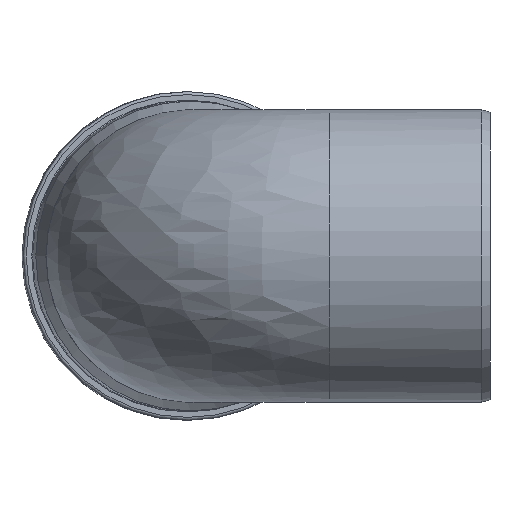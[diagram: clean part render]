
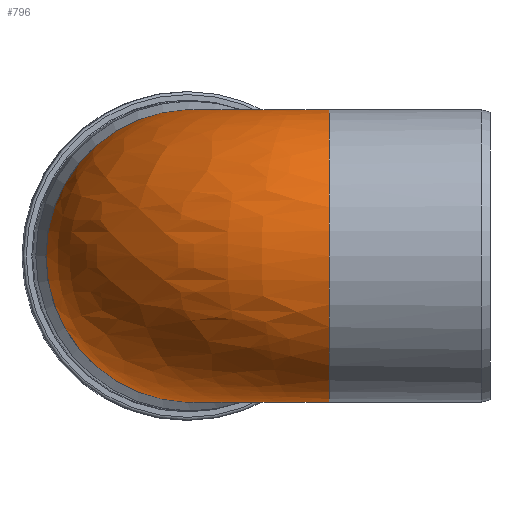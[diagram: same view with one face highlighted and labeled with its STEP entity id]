
A CAD part, left-side view. The second image highlights one B-rep face of the part: STEP entity #796.
In plain terms, the highlighted free-form (B-spline) face has degree [2, 2] with [9, 3] control points.
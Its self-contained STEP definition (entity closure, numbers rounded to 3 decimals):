
#38=(
BOUNDED_SURFACE()
B_SPLINE_SURFACE(2,2,((#1533,#1534,#1535),(#1536,#1537,#1538),(#1539,#1540,
#1541),(#1542,#1543,#1544),(#1545,#1546,#1547),(#1548,#1549,#1550),(#1551,
#1552,#1553),(#1554,#1555,#1556),(#1557,#1558,#1559)),.UNSPECIFIED.,.F.,
 .F.,.F.)
B_SPLINE_SURFACE_WITH_KNOTS((3,2,2,2,3),(3,3),(-2.717,-1.358,
0.,1.358,2.717),(0.,
1.527),.UNSPECIFIED.)
GEOMETRIC_REPRESENTATION_ITEM()
RATIONAL_B_SPLINE_SURFACE(((1.,0.722,1.),(0.778,
0.562,0.778),(1.,0.722,1.),(0.778,
0.562,0.778),(1.,0.722,1.),(0.778,
0.562,0.778),(1.,0.722,1.),(0.778,
0.562,0.778),(1.,0.722,1.)))
REPRESENTATION_ITEM('')
SURFACE()
);
#54=B_SPLINE_CURVE_WITH_KNOTS('',3,(#1375,#1376,#1377,#1378,#1379,#1380,
#1381,#1382,#1383,#1384,#1385,#1386,#1387,#1388),.UNSPECIFIED.,.F.,.F.,
(4,2,2,2,2,2,4),(-0.001,0.,0.182,0.362,
0.588,0.823,0.824),.UNSPECIFIED.);
#55=B_SPLINE_CURVE_WITH_KNOTS('',3,(#1392,#1393,#1394,#1395,#1396,#1397,
#1398,#1399,#1400,#1401,#1402,#1403,#1404,#1405),.UNSPECIFIED.,.F.,.F.,
(4,2,2,2,2,2,4),(-0.001,0.,0.182,0.362,
0.588,0.823,0.824),.UNSPECIFIED.);
#61=FACE_OUTER_BOUND('',#101,.T.);
#101=EDGE_LOOP('',(#536,#537,#538,#539,#540));
#183=CIRCLE('',#862,200.25);
#186=CIRCLE('',#865,200.25);
#187=CIRCLE('',#866,200.25);
#292=VERTEX_POINT('',#1373);
#293=VERTEX_POINT('',#1374);
#294=VERTEX_POINT('',#1389);
#295=VERTEX_POINT('',#1391);
#299=VERTEX_POINT('',#1560);
#391=EDGE_CURVE('',#292,#293,#54,.T.);
#393=EDGE_CURVE('',#295,#294,#55,.T.);
#397=EDGE_CURVE('',#295,#293,#183,.T.);
#400=EDGE_CURVE('',#294,#299,#186,.T.);
#401=EDGE_CURVE('',#299,#292,#187,.T.);
#536=ORIENTED_EDGE('',*,*,#393,.T.);
#537=ORIENTED_EDGE('',*,*,#400,.T.);
#538=ORIENTED_EDGE('',*,*,#401,.T.);
#539=ORIENTED_EDGE('',*,*,#391,.T.);
#540=ORIENTED_EDGE('',*,*,#397,.F.);
#796=ADVANCED_FACE('',(#61),#38,.F.);
#862=AXIS2_PLACEMENT_3D('',#1529,#1023,#1024);
#865=AXIS2_PLACEMENT_3D('',#1561,#1029,#1030);
#866=AXIS2_PLACEMENT_3D('',#1562,#1031,#1032);
#1023=DIRECTION('center_axis',(0.999,0.044,0.));
#1024=DIRECTION('ref_axis',(0.044,-0.999,0.));
#1029=DIRECTION('center_axis',(0.,1.,0.));
#1030=DIRECTION('ref_axis',(1.,0.,0.));
#1031=DIRECTION('center_axis',(0.,1.,0.));
#1032=DIRECTION('ref_axis',(1.,0.,0.));
#1373=CARTESIAN_POINT('',(182.288,220.268,82.892));
#1374=CARTESIAN_POINT('',(187.512,225.725,82.892));
#1375=CARTESIAN_POINT('Ctrl Pts',(182.288,220.268,82.892));
#1376=CARTESIAN_POINT('Ctrl Pts',(182.288,220.272,82.891));
#1377=CARTESIAN_POINT('Ctrl Pts',(182.289,220.276,82.891));
#1378=CARTESIAN_POINT('Ctrl Pts',(182.337,220.875,82.787));
#1379=CARTESIAN_POINT('Ctrl Pts',(182.474,221.462,82.703));
#1380=CARTESIAN_POINT('Ctrl Pts',(182.919,222.575,82.58));
#1381=CARTESIAN_POINT('Ctrl Pts',(183.223,223.094,82.541));
#1382=CARTESIAN_POINT('Ctrl Pts',(184.075,224.146,82.511));
#1383=CARTESIAN_POINT('Ctrl Pts',(184.656,224.635,82.533));
#1384=CARTESIAN_POINT('Ctrl Pts',(185.991,225.386,82.655));
#1385=CARTESIAN_POINT('Ctrl Pts',(186.735,225.628,82.757));
#1386=CARTESIAN_POINT('Ctrl Pts',(187.504,225.724,82.891));
#1387=CARTESIAN_POINT('Ctrl Pts',(187.508,225.725,82.891));
#1388=CARTESIAN_POINT('Ctrl Pts',(187.512,225.725,82.892));
#1389=CARTESIAN_POINT('',(182.288,220.268,-82.892));
#1391=CARTESIAN_POINT('',(187.512,225.725,-82.892));
#1392=CARTESIAN_POINT('Ctrl Pts',(187.512,225.725,-82.892));
#1393=CARTESIAN_POINT('Ctrl Pts',(187.508,225.725,-82.891));
#1394=CARTESIAN_POINT('Ctrl Pts',(187.504,225.724,-82.891));
#1395=CARTESIAN_POINT('Ctrl Pts',(186.908,225.65,-82.787));
#1396=CARTESIAN_POINT('Ctrl Pts',(186.327,225.488,-82.703));
#1397=CARTESIAN_POINT('Ctrl Pts',(185.235,224.994,-82.58));
#1398=CARTESIAN_POINT('Ctrl Pts',(184.729,224.668,-82.541));
#1399=CARTESIAN_POINT('Ctrl Pts',(183.716,223.771,-82.511));
#1400=CARTESIAN_POINT('Ctrl Pts',(183.252,223.169,-82.533));
#1401=CARTESIAN_POINT('Ctrl Pts',(182.561,221.802,-82.655));
#1402=CARTESIAN_POINT('Ctrl Pts',(182.351,221.048,-82.757));
#1403=CARTESIAN_POINT('Ctrl Pts',(182.289,220.276,-82.891));
#1404=CARTESIAN_POINT('Ctrl Pts',(182.288,220.272,-82.891));
#1405=CARTESIAN_POINT('Ctrl Pts',(182.288,220.268,-82.892));
#1529=CARTESIAN_POINT('Origin',(179.56,407.84,0.));
#1533=CARTESIAN_POINT('Ctrl Pts',(182.461,220.268,82.511));
#1534=CARTESIAN_POINT('Ctrl Pts',(182.461,225.331,82.511));
#1535=CARTESIAN_POINT('Ctrl Pts',(187.519,225.552,82.511));
#1536=CARTESIAN_POINT('Ctrl Pts',(115.844,220.268,229.826));
#1537=CARTESIAN_POINT('Ctrl Pts',(115.844,289.104,229.826));
#1538=CARTESIAN_POINT('Ctrl Pts',(184.613,292.106,229.826));
#1539=CARTESIAN_POINT('Ctrl Pts',(-42.203,220.268,195.752));
#1540=CARTESIAN_POINT('Ctrl Pts',(-42.203,440.401,195.752));
#1541=CARTESIAN_POINT('Ctrl Pts',(177.72,450.003,195.752));
#1542=CARTESIAN_POINT('Ctrl Pts',(-200.25,220.268,161.678));
#1543=CARTESIAN_POINT('Ctrl Pts',(-200.25,591.698,161.678));
#1544=CARTESIAN_POINT('Ctrl Pts',(170.826,607.899,161.678));
#1545=CARTESIAN_POINT('Ctrl Pts',(-200.25,220.268,0.));
#1546=CARTESIAN_POINT('Ctrl Pts',(-200.25,591.698,0.));
#1547=CARTESIAN_POINT('Ctrl Pts',(170.826,607.899,0.));
#1548=CARTESIAN_POINT('Ctrl Pts',(-200.25,220.268,-161.678));
#1549=CARTESIAN_POINT('Ctrl Pts',(-200.25,591.698,-161.678));
#1550=CARTESIAN_POINT('Ctrl Pts',(170.826,607.899,-161.678));
#1551=CARTESIAN_POINT('Ctrl Pts',(-42.203,220.268,-195.752));
#1552=CARTESIAN_POINT('Ctrl Pts',(-42.203,440.401,-195.752));
#1553=CARTESIAN_POINT('Ctrl Pts',(177.72,450.003,-195.752));
#1554=CARTESIAN_POINT('Ctrl Pts',(115.844,220.268,-229.826));
#1555=CARTESIAN_POINT('Ctrl Pts',(115.844,289.104,-229.826));
#1556=CARTESIAN_POINT('Ctrl Pts',(184.613,292.106,-229.826));
#1557=CARTESIAN_POINT('Ctrl Pts',(182.461,220.268,-82.511));
#1558=CARTESIAN_POINT('Ctrl Pts',(182.461,225.331,-82.511));
#1559=CARTESIAN_POINT('Ctrl Pts',(187.519,225.552,-82.511));
#1560=CARTESIAN_POINT('',(-200.25,220.268,0.));
#1561=CARTESIAN_POINT('Origin',(0.,220.268,0.));
#1562=CARTESIAN_POINT('Origin',(0.,220.268,0.));
